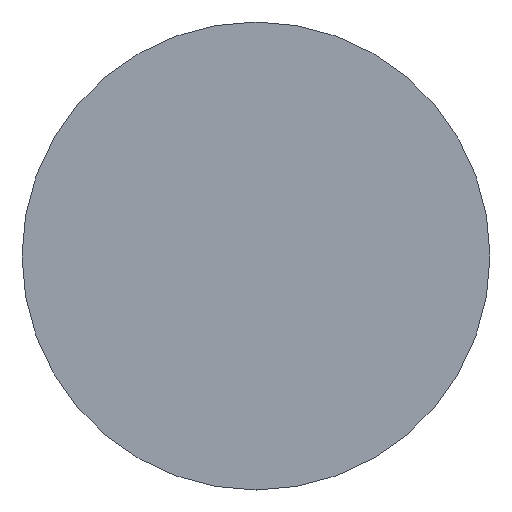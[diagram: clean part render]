
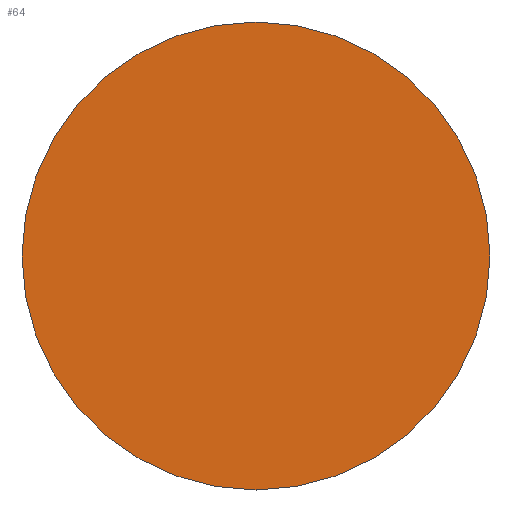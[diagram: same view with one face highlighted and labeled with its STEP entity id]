
A CAD part, left-side view. The second image highlights one B-rep face of the part: STEP entity #64.
In plain terms, the highlighted planar face has unit normal (-1, 0, 0).
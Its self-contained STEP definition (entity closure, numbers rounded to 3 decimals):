
#7 = CIRCLE ( 'NONE', #13, 3.15 ) ;
#13 = AXIS2_PLACEMENT_3D ( 'NONE', #83, #174, #81 ) ;
#14 = DIRECTION ( 'NONE',  ( 0., 0., 1. ) ) ;
#23 = CARTESIAN_POINT ( 'NONE',  ( 22.201, 13.031, 3.15 ) ) ;
#24 = ORIENTED_EDGE ( 'NONE', *, *, #127, .T. ) ;
#25 = CARTESIAN_POINT ( 'NONE',  ( 22.201, 13.031, 0. ) ) ;
#27 = PLANE ( 'NONE',  #125 ) ;
#28 = CARTESIAN_POINT ( 'NONE',  ( 22.201, 13.031, 0. ) ) ;
#40 = VERTEX_POINT ( 'NONE', #23 ) ;
#41 = CIRCLE ( 'NONE', #185, 3.15 ) ;
#46 = EDGE_CURVE ( 'NONE', #61, #40, #41, .T. ) ;
#53 = CARTESIAN_POINT ( 'NONE',  ( 22.201, 13.031, -3.15 ) ) ;
#55 = DIRECTION ( 'NONE',  ( 0., 0., -1. ) ) ;
#61 = VERTEX_POINT ( 'NONE', #53 ) ;
#64 = ADVANCED_FACE ( 'NONE', ( #71 ), #27, .F. ) ;
#71 = FACE_OUTER_BOUND ( 'NONE', #169, .T. ) ;
#81 = DIRECTION ( 'NONE',  ( 0., 0., 1. ) ) ;
#83 = CARTESIAN_POINT ( 'NONE',  ( 22.201, 13.031, 0. ) ) ;
#102 = DIRECTION ( 'NONE',  ( -1., 0., 0. ) ) ;
#103 = ORIENTED_EDGE ( 'NONE', *, *, #46, .T. ) ;
#125 = AXIS2_PLACEMENT_3D ( 'NONE', #28, #179, #55 ) ;
#127 = EDGE_CURVE ( 'NONE', #40, #61, #7, .T. ) ;
#169 = EDGE_LOOP ( 'NONE', ( #24, #103 ) ) ;
#174 = DIRECTION ( 'NONE',  ( -1., 0., 0. ) ) ;
#179 = DIRECTION ( 'NONE',  ( 1., 0., 0. ) ) ;
#185 = AXIS2_PLACEMENT_3D ( 'NONE', #25, #102, #14 ) ;
